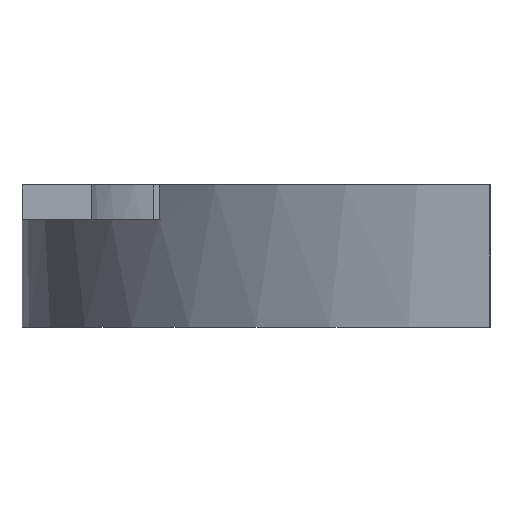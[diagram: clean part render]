
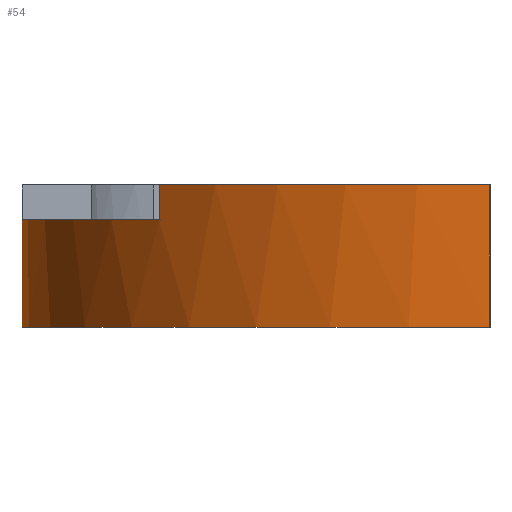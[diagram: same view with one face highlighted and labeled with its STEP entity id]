
A CAD part, front view. The second image highlights one B-rep face of the part: STEP entity #54.
In plain terms, the highlighted cylindrical face has radius 67.5 mm (diameter 135 mm), a partial arc.
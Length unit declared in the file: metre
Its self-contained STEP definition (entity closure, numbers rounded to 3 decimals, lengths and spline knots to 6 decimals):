
#54 = ADVANCED_FACE( '', ( #122 ), #123, .T. );
#122 = FACE_OUTER_BOUND( '', #201, .T. );
#123 = CYLINDRICAL_SURFACE( '', #202, 0.0675 );
#201 = EDGE_LOOP( '', ( #295, #296, #297, #298, #299, #300, #301, #302, #303, #304 ) );
#202 = AXIS2_PLACEMENT_3D( '', #305, #306, #307 );
#295 = ORIENTED_EDGE( '', *, *, #505, .F. );
#296 = ORIENTED_EDGE( '', *, *, #513, .F. );
#297 = ORIENTED_EDGE( '', *, *, #510, .T. );
#298 = ORIENTED_EDGE( '', *, *, #514, .T. );
#299 = ORIENTED_EDGE( '', *, *, #515, .F. );
#300 = ORIENTED_EDGE( '', *, *, #516, .T. );
#301 = ORIENTED_EDGE( '', *, *, #517, .F. );
#302 = ORIENTED_EDGE( '', *, *, #518, .F. );
#303 = ORIENTED_EDGE( '', *, *, #519, .F. );
#304 = ORIENTED_EDGE( '', *, *, #520, .T. );
#305 = CARTESIAN_POINT( '', ( 0., 0., -0.01 ) );
#306 = DIRECTION( '', ( 0., 0., -1. ) );
#307 = DIRECTION( '', ( 1., 0., 0. ) );
#505 = EDGE_CURVE( '', #604, #606, #607, .T. );
#510 = EDGE_CURVE( '', #615, #613, #616, .T. );
#513 = EDGE_CURVE( '', #615, #604, #619, .T. );
#514 = EDGE_CURVE( '', #613, #620, #621, .T. );
#515 = EDGE_CURVE( '', #622, #620, #623, .T. );
#516 = EDGE_CURVE( '', #622, #624, #625, .T. );
#517 = EDGE_CURVE( '', #626, #624, #627, .T. );
#518 = EDGE_CURVE( '', #628, #626, #629, .T. );
#519 = EDGE_CURVE( '', #630, #628, #631, .T. );
#520 = EDGE_CURVE( '', #630, #606, #632, .T. );
#604 = VERTEX_POINT( '', #743 );
#606 = VERTEX_POINT( '', #746 );
#607 = CIRCLE( '', #747, 0.0675 );
#613 = VERTEX_POINT( '', #754 );
#615 = VERTEX_POINT( '', #757 );
#616 = CIRCLE( '', #758, 0.0675 );
#619 = LINE( '', #762, #763 );
#620 = VERTEX_POINT( '', #764 );
#621 = LINE( '', #765, #766 );
#622 = VERTEX_POINT( '', #767 );
#623 = CIRCLE( '', #768, 0.0675 );
#624 = VERTEX_POINT( '', #769 );
#625 = LINE( '', #770, #771 );
#626 = VERTEX_POINT( '', #772 );
#627 = CIRCLE( '', #773, 0.0675 );
#628 = VERTEX_POINT( '', #774 );
#629 = LINE( '', #775, #776 );
#630 = VERTEX_POINT( '', #777 );
#631 = CIRCLE( '', #778, 0.0675 );
#632 = LINE( '', #779, #780 );
#743 = CARTESIAN_POINT( '', ( 0., 0.0675, 0.0055 ) );
#746 = CARTESIAN_POINT( '', ( -0.04773, 0.04773, 0.0055 ) );
#747 = AXIS2_PLACEMENT_3D( '', #913, #914, #915 );
#754 = CARTESIAN_POINT( '', ( 0., -0.0675, -0.01 ) );
#757 = CARTESIAN_POINT( '', ( 0., 0.0675, -0.01 ) );
#758 = AXIS2_PLACEMENT_3D( '', #921, #922, #923 );
#762 = CARTESIAN_POINT( '', ( 0., 0.0675, -0.01 ) );
#763 = VECTOR( '', #925, 1. );
#764 = CARTESIAN_POINT( '', ( 0., -0.0675, 0.0105 ) );
#765 = CARTESIAN_POINT( '', ( 0., -0.0675, -0.01 ) );
#766 = VECTOR( '', #926, 1. );
#767 = CARTESIAN_POINT( '', ( -0.04773, -0.04773, 0.0105 ) );
#768 = AXIS2_PLACEMENT_3D( '', #927, #928, #929 );
#769 = CARTESIAN_POINT( '', ( -0.04773, -0.04773, 0.0055 ) );
#770 = CARTESIAN_POINT( '', ( -0.04773, -0.04773, 0.0105 ) );
#771 = VECTOR( '', #930, 1. );
#772 = CARTESIAN_POINT( '', ( -0.0675, 0., 0.0055 ) );
#773 = AXIS2_PLACEMENT_3D( '', #931, #932, #933 );
#774 = CARTESIAN_POINT( '', ( -0.0675, 0., 0.0105 ) );
#775 = CARTESIAN_POINT( '', ( -0.0675, 0., 0.0105 ) );
#776 = VECTOR( '', #934, 1. );
#777 = CARTESIAN_POINT( '', ( -0.04773, 0.04773, 0.0105 ) );
#778 = AXIS2_PLACEMENT_3D( '', #935, #936, #937 );
#779 = CARTESIAN_POINT( '', ( -0.04773, 0.04773, 0.0105 ) );
#780 = VECTOR( '', #938, 1. );
#913 = CARTESIAN_POINT( '', ( 0., 0., 0.0055 ) );
#914 = DIRECTION( '', ( 0., 0., 1. ) );
#915 = DIRECTION( '', ( 1., 0., 0. ) );
#921 = CARTESIAN_POINT( '', ( 0., 0., -0.01 ) );
#922 = DIRECTION( '', ( 0., 0., 1. ) );
#923 = DIRECTION( '', ( 1., 0., 0. ) );
#925 = DIRECTION( '', ( 0., 0., 1. ) );
#926 = DIRECTION( '', ( 0., 0., 1. ) );
#927 = CARTESIAN_POINT( '', ( 0., 0., 0.0105 ) );
#928 = DIRECTION( '', ( 0., 0., 1. ) );
#929 = DIRECTION( '', ( 1., 0., 0. ) );
#930 = DIRECTION( '', ( 0., 0., -1. ) );
#931 = CARTESIAN_POINT( '', ( 0., 0., 0.0055 ) );
#932 = DIRECTION( '', ( 0., 0., 1. ) );
#933 = DIRECTION( '', ( 1., 0., 0. ) );
#934 = DIRECTION( '', ( 0., 0., -1. ) );
#935 = CARTESIAN_POINT( '', ( 0., 0., 0.0105 ) );
#936 = DIRECTION( '', ( 0., 0., 1. ) );
#937 = DIRECTION( '', ( 1., 0., 0. ) );
#938 = DIRECTION( '', ( 0., 0., -1. ) );
